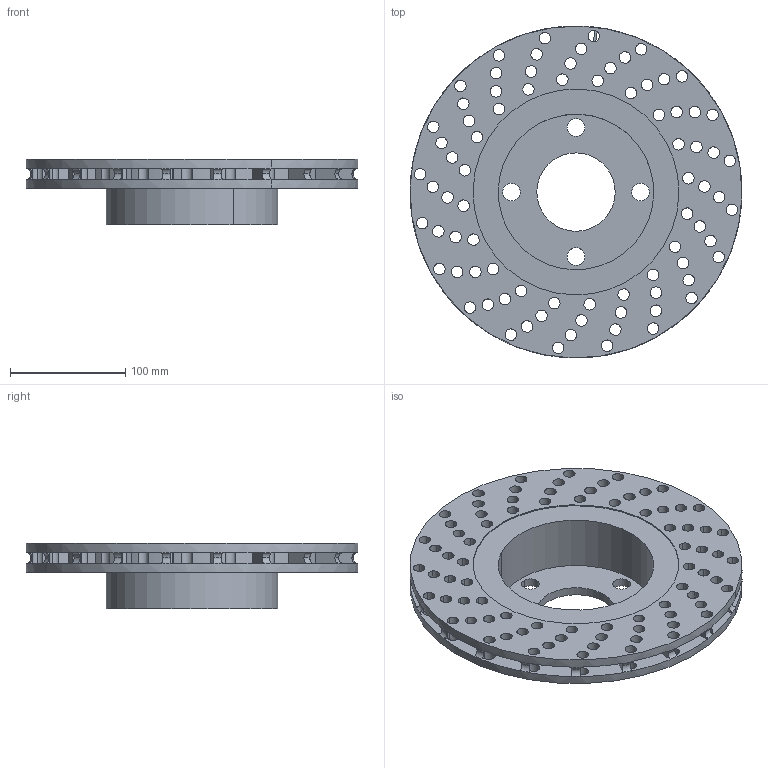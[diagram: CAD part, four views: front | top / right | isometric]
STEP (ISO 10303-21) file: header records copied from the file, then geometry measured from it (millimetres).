
FILE_DESCRIPTION(('CATIA V5 STEP Exchange'),'2;1');
FILE_NAME('Disc Brake.stp','2020-03-22T10:11:23+00:00',('none'),('none'),'CATIA Version 5 Release 21 GA (IN-10)','CATIA V5 STEP AP203','none');
FILE_SCHEMA(('CONFIG_CONTROL_DESIGN'));
Length unit declared in the file: millimetre
Products named in the file (1): Part1
Bounding box: 287.92 x 287.92 x 56.5 mm (x, y, z)
Volume: 1122673.4 mm3; surface area: 268784.1 mm2
Topology: 1 solids, 1 shells, 396 faces, 1414 edges, 940 vertices
Faces by surface type: cylinder 246, plane 110, torus 40
Entity records: 14572 total; most frequent: CARTESIAN_POINT 3099, ORIENTED_EDGE 2828, DIRECTION 1646, EDGE_CURVE 1414, VERTEX_POINT 940, AXIS2_PLACEMENT_3D 911, CIRCLE 748, VECTOR 574
